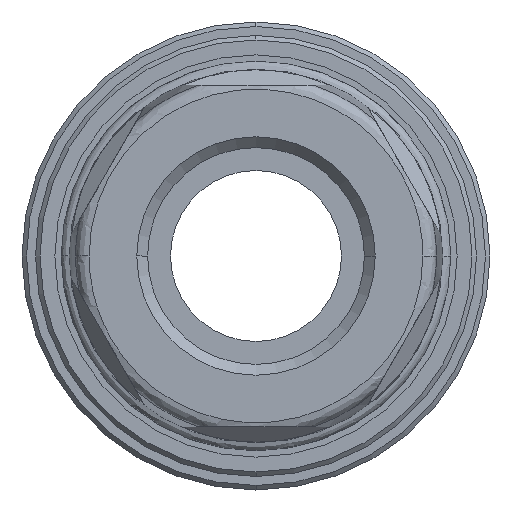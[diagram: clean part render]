
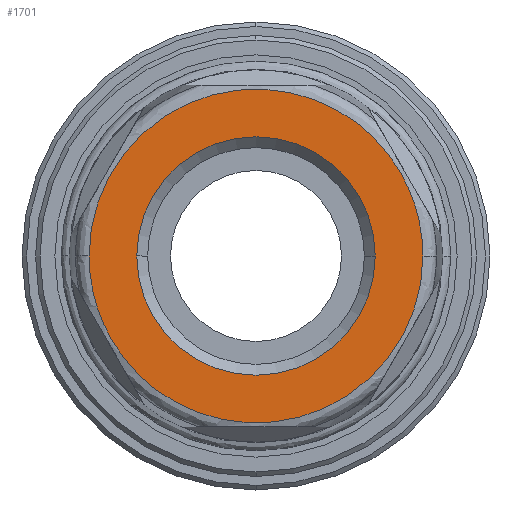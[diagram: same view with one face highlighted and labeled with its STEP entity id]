
A CAD part, left-side view. The second image highlights one B-rep face of the part: STEP entity #1701.
In plain terms, the highlighted planar face has unit normal (-1, 0, 0).
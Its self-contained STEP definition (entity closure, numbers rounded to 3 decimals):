
#236 = EDGE_CURVE ( 'NONE', #817, #943, #664, .T. ) ;
#664 =( BOUNDED_CURVE ( )  B_SPLINE_CURVE ( 3, ( #5426, #5488, #5486, #5482 ),
 .UNSPECIFIED., .F., .T. ) 
 B_SPLINE_CURVE_WITH_KNOTS ( ( 4, 4 ),
 ( 0., 1. ),
 .UNSPECIFIED. ) 
 CURVE ( )  GEOMETRIC_REPRESENTATION_ITEM ( )  RATIONAL_B_SPLINE_CURVE ( ( 1., 0.333, 0.333, 1. ) ) 
 REPRESENTATION_ITEM ( '' )  );
#817 = VERTEX_POINT ( 'NONE', #5413 ) ;
#831 = VERTEX_POINT ( 'NONE', #5472 ) ;
#837 = VERTEX_POINT ( 'NONE', #5451 ) ;
#943 = VERTEX_POINT ( 'NONE', #1427 ) ;
#1427 = CARTESIAN_POINT ( 'NONE',  ( 0., 18.543, 0. ) ) ;
#1701 = ADVANCED_FACE ( 'NONE', ( #2289, #2288 ), #4547, .F. ) ;
#1820 = ORIENTED_EDGE ( 'NONE', *, *, #3158, .T. ) ;
#1821 = ORIENTED_EDGE ( 'NONE', *, *, #5719, .T. ) ;
#1822 = ORIENTED_EDGE ( 'NONE', *, *, #3156, .F. ) ;
#1823 = ORIENTED_EDGE ( 'NONE', *, *, #236, .F. ) ;
#2086 = EDGE_LOOP ( 'NONE', ( #1821, #1820 ) ) ;
#2088 = EDGE_LOOP ( 'NONE', ( #1823, #1822 ) ) ;
#2236 =( BOUNDED_CURVE ( )  B_SPLINE_CURVE ( 3, ( #2742, #2744, #2746, #2748 ),
 .UNSPECIFIED., .F., .T. ) 
 B_SPLINE_CURVE_WITH_KNOTS ( ( 4, 4 ),
 ( 0., 1. ),
 .UNSPECIFIED. ) 
 CURVE ( )  GEOMETRIC_REPRESENTATION_ITEM ( )  RATIONAL_B_SPLINE_CURVE ( ( 1., 0.333, 0.333, 1. ) ) 
 REPRESENTATION_ITEM ( '' )  );
#2288 = FACE_BOUND ( 'NONE', #2086, .T. ) ;
#2289 = FACE_OUTER_BOUND ( 'NONE', #2088, .T. ) ;
#2742 = CARTESIAN_POINT ( 'NONE',  ( 0., 18.543, 0. ) ) ;
#2744 = CARTESIAN_POINT ( 'NONE',  ( 0., 18.543, 37.085 ) ) ;
#2746 = CARTESIAN_POINT ( 'NONE',  ( 0., -18.543, 37.085 ) ) ;
#2748 = CARTESIAN_POINT ( 'NONE',  ( 0., -18.543, 0. ) ) ;
#2759 = CARTESIAN_POINT ( 'NONE',  ( 0., 0., 0. ) ) ;
#2761 = DIRECTION ( 'NONE',  ( 1., 0., 0. ) ) ;
#2763 = DIRECTION ( 'NONE',  ( 0., -1., 0. ) ) ;
#3156 = EDGE_CURVE ( 'NONE', #943, #817, #2236, .T. ) ;
#3158 = EDGE_CURVE ( 'NONE', #831, #837, #3966, .T. ) ;
#3874 = CIRCLE ( 'NONE', #5270, 13.25 ) ;
#3966 = CIRCLE ( 'NONE', #4763, 13.25 ) ;
#4547 = PLANE ( 'NONE',  #4718 ) ;
#4548 = CARTESIAN_POINT ( 'NONE',  ( 0., 16.822, 0. ) ) ;
#4549 = DIRECTION ( 'NONE',  ( 1., 0., 0. ) ) ;
#4550 = DIRECTION ( 'NONE',  ( 0., 1., 0. ) ) ;
#4718 = AXIS2_PLACEMENT_3D ( 'NONE', #4548, #4549, #4550 ) ;
#4763 = AXIS2_PLACEMENT_3D ( 'NONE', #2759, #2761, #2763 ) ;
#4878 = CARTESIAN_POINT ( 'NONE',  ( 0., 0., 0. ) ) ;
#4879 = DIRECTION ( 'NONE',  ( 1., 0., 0. ) ) ;
#4880 = DIRECTION ( 'NONE',  ( 0., -1., 0. ) ) ;
#5270 = AXIS2_PLACEMENT_3D ( 'NONE', #4878, #4879, #4880 ) ;
#5413 = CARTESIAN_POINT ( 'NONE',  ( 0., -18.543, 0. ) ) ;
#5426 = CARTESIAN_POINT ( 'NONE',  ( 0., -18.543, 0. ) ) ;
#5451 = CARTESIAN_POINT ( 'NONE',  ( 0., -13.25, 0. ) ) ;
#5472 = CARTESIAN_POINT ( 'NONE',  ( 0., 13.25, 0. ) ) ;
#5482 = CARTESIAN_POINT ( 'NONE',  ( 0., 18.543, 0. ) ) ;
#5486 = CARTESIAN_POINT ( 'NONE',  ( 0., 18.543, -37.085 ) ) ;
#5488 = CARTESIAN_POINT ( 'NONE',  ( 0., -18.543, -37.085 ) ) ;
#5719 = EDGE_CURVE ( 'NONE', #837, #831, #3874, .T. ) ;
